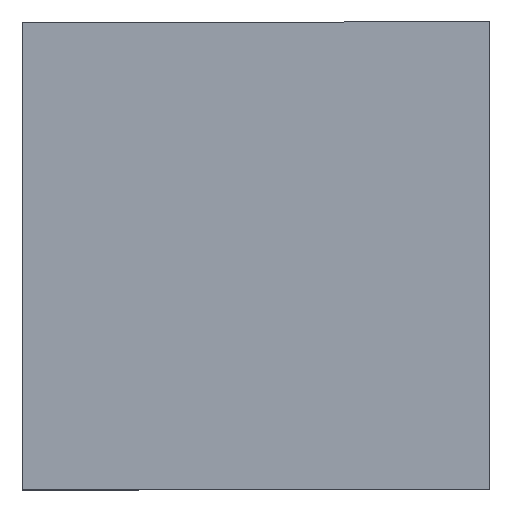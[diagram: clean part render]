
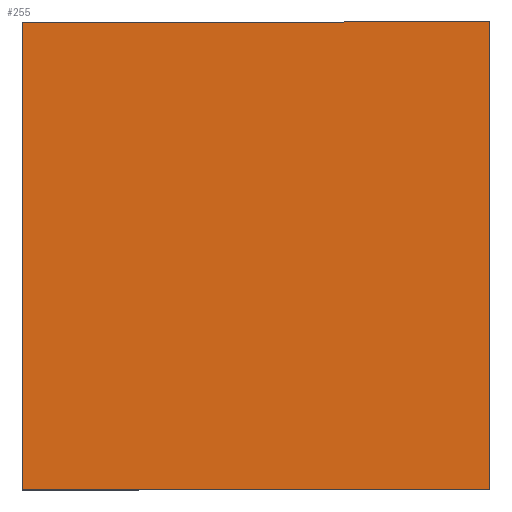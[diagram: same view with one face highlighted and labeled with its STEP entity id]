
A CAD part, top view. The second image highlights one B-rep face of the part: STEP entity #255.
In plain terms, the highlighted planar face has unit normal (0, 0, 1).
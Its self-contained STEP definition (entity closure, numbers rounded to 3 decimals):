
#153=CARTESIAN_POINT('',(5.,-5.,5.0));
#154=VERTEX_POINT('',#153);
#155=CARTESIAN_POINT('',(-5.,-5.,5.0));
#156=VERTEX_POINT('',#155);
#157=CARTESIAN_POINT('',(5.,-5.,5.0));
#158=DIRECTION('',(-1.0,0.0,0.0));
#159=VECTOR('',#158,10.0);
#160=LINE('',#157,#159);
#161=EDGE_CURVE('',#154,#156,#160,.T.);
#184=CARTESIAN_POINT('',(-5.,5.,5.0));
#185=VERTEX_POINT('',#184);
#186=CARTESIAN_POINT('',(-5.,-5.,5.0));
#187=DIRECTION('',(0.0,1.0,0.0));
#188=VECTOR('',#187,10.0);
#189=LINE('',#186,#188);
#190=EDGE_CURVE('',#156,#185,#189,.T.);
#208=CARTESIAN_POINT('',(5.,5.,5.0));
#209=VERTEX_POINT('',#208);
#210=CARTESIAN_POINT('',(-5.,5.,5.0));
#211=DIRECTION('',(1.0,0.0,0.0));
#212=VECTOR('',#211,10.0);
#213=LINE('',#210,#212);
#214=EDGE_CURVE('',#185,#209,#213,.T.);
#232=CARTESIAN_POINT('',(5.,5.,5.0));
#233=DIRECTION('',(0.0,-1.0,0.0));
#234=VECTOR('',#233,10.0);
#235=LINE('',#232,#234);
#236=EDGE_CURVE('',#209,#154,#235,.T.);
#244=CARTESIAN_POINT('',(0.,0.,5.0));
#245=DIRECTION('',(0.0,0.0,1.0));
#246=DIRECTION('',(1.0,0.0,0.0));
#247=AXIS2_PLACEMENT_3D('',#244,#245,#246);
#248=PLANE('',#247);
#249=ORIENTED_EDGE('',*,*,#161,.F.);
#250=ORIENTED_EDGE('',*,*,#236,.F.);
#251=ORIENTED_EDGE('',*,*,#214,.F.);
#252=ORIENTED_EDGE('',*,*,#190,.F.);
#253=EDGE_LOOP('',(#249,#250,#251,#252));
#254=FACE_OUTER_BOUND('',#253,.T.);
#255=ADVANCED_FACE('',(#254),#248,.T.);
